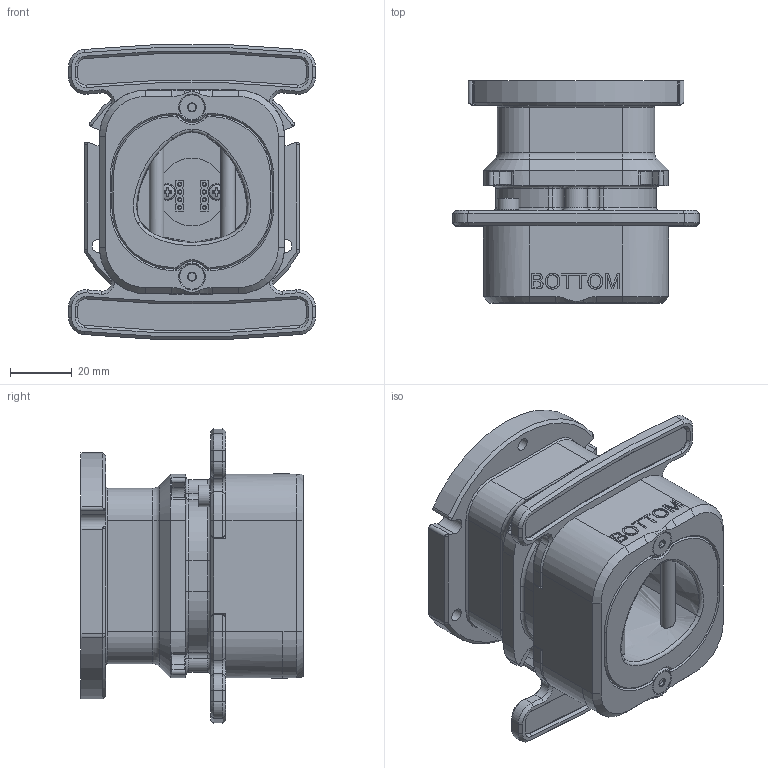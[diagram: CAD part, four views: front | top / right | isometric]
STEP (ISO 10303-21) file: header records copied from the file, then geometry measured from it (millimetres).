
FILE_DESCRIPTION(/* description */ (''),/* implementation_level */ '2;1');
FILE_NAME(/* name */ 'LINK QR Simplified.step',/* time_stamp */ '2025-05-27T07:26:48+03:00',/* author */ (''),/* organization */ (''),/* preprocessor_version */ 'ST-DEVELOPER v20.1',/* originating_system */ 'Autodesk Translation Framework v14.10.0.0',/* authorisation */ '');
FILE_SCHEMA (('AUTOMOTIVE_DESIGN { 1 0 10303 214 3 1 1 }'));
Length unit declared in the file: millimetre
Products named in the file (2): SCQR 2 Simpilified; Component11
Assembly tree (1 placements, depth 2):
  SCQR 2 Simpilified
    Component11
Bounding box: 80 x 72 x 95.61 mm (x, y, z)
Volume: 168333.1 mm3; surface area: 45431.7 mm2
Topology: 1 solids, 13 shells, 917 faces, 2235 edges, 1394 vertices
Faces by surface type: plane 384, cone 183, cylinder 177, bspline 127, torus 36, sphere 10
Full cylindrical faces by diameter (mm): 1.07 x8, 1.25 x8, 1.29 x8, 1.83 x8, 2.529 x2, 4.1 x4, 4.234 x3, 4.7 x2, 7 x2, 8 x2, 22 x1
Entity records: 31146 total; most frequent: CARTESIAN_POINT 10224, ORIENTED_EDGE 4434, DIRECTION 4118, EDGE_CURVE 2217, AXIS2_PLACEMENT_3D 1443, VERTEX_POINT 1394, LINE 1232, VECTOR 1232
